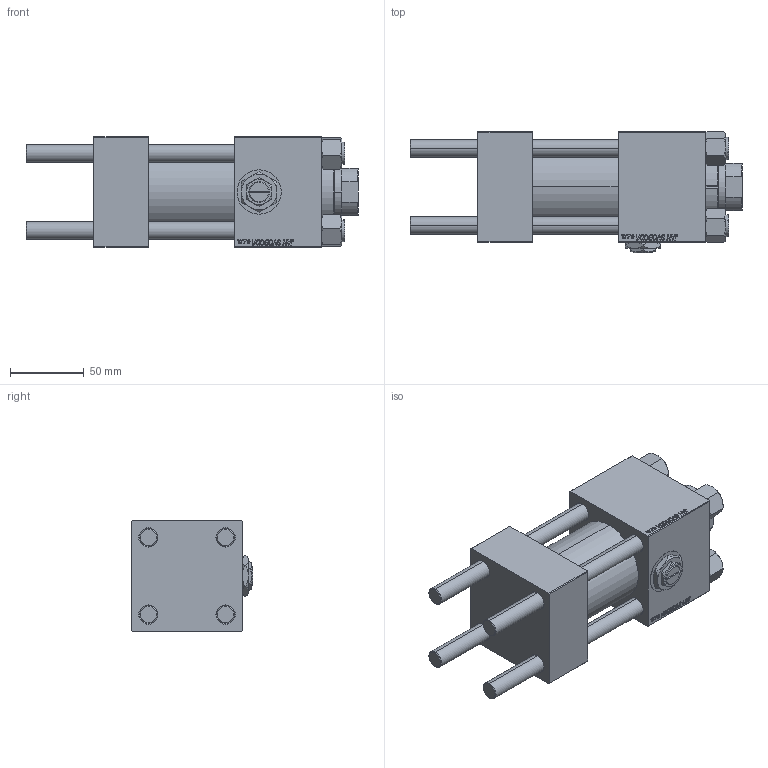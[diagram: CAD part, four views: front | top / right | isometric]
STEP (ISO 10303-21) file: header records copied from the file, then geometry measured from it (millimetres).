
FILE_DESCRIPTION (( 'STEP AP203' ), '1' );
FILE_NAME ('37e8.STEP', '2022-10-03T15:35:01', ( '' ), ( '' ), 'SwSTEP 2.0', 'SolidWorks 2019', '' );
FILE_SCHEMA (( 'CONFIG_CONTROL_DESIGN' ));
Length unit declared in the file: millimetre
Products named in the file (7): NUT_M5 a92ce5a2d6d9e54d2827aede4c1ec30d; V215_VC_A a92ce5a2d6d9e54d2827aede4c1ec30d; V215CR_VCP a92ce5a2d6d9e54d2827aede4c1ec30d; CR025_012_A_0_G_A_G_M_020_+#_##_TYCINKA a92ce5a2d6d9e54d2827aede4c1ec30d; V215CR_BODY_A a92ce5a2d6d9e54d2827aede4c1ec30d; Zatka_pro_OIL_PORT a92ce5a2d6d9e54d2827aede4c1ec30d; 37e8
Assembly tree (12 placements, depth 2):
  37e8
    V215CR_BODY_A a92ce5a2d6d9e54d2827aede4c1ec30d
    CR025_012_A_0_G_A_G_M_020_+#_##_TYCINKA a92ce5a2d6d9e54d2827aede4c1ec30d  x4
    NUT_M5 a92ce5a2d6d9e54d2827aede4c1ec30d  x4
    V215CR_VCP a92ce5a2d6d9e54d2827aede4c1ec30d
    V215_VC_A a92ce5a2d6d9e54d2827aede4c1ec30d
    Zatka_pro_OIL_PORT a92ce5a2d6d9e54d2827aede4c1ec30d
Bounding box: 225 x 82.22 x 75 mm (x, y, z)
Volume: 714626.6 mm3; surface area: 173802.3 mm2
Topology: 12 solids, 12 shells, 1188 faces, 2988 edges, 1935 vertices
Faces by surface type: plane 545, bspline 392, cone 156, cylinder 87, torus 8
Entity records: 51831 total; most frequent: CARTESIAN_POINT 27639, ORIENTED_EDGE 5468, DIRECTION 3480, EDGE_CURVE 2734, VERTEX_POINT 1791, LINE 1628, VECTOR 1628, EDGE_LOOP 1201
